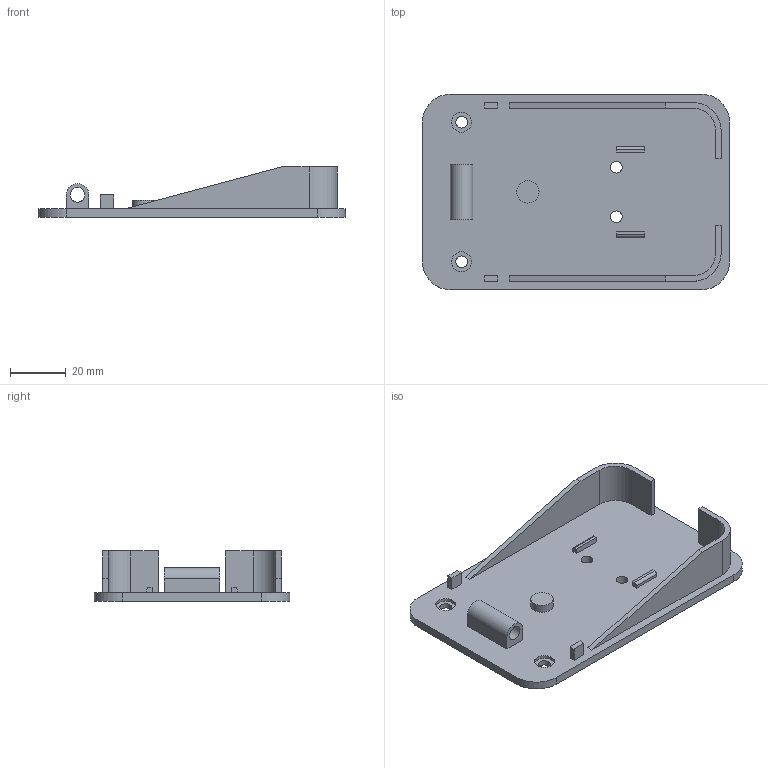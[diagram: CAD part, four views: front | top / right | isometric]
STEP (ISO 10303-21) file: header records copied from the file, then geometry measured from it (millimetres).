
FILE_DESCRIPTION(/* description */ ('','CAx-IF Rec.Pracs.---Representation and Presentation of Product Manufacturing Information (PMI)---4.0---2014-10-13'),/* implementation_level */ '2;1');
FILE_NAME(/* name */ '3.step',/* time_stamp */ '2025-02-11T17:57:50+08:00',/* author */ (''),/* organization */ (''),/* preprocessor_version */ 'ST-DEVELOPER v20',/* originating_system */ 'Autodesk Translation Framework v13.20.0.188',/* authorisation */ '');
FILE_SCHEMA (('AP242_MANAGED_MODEL_BASED_3D_ENGINEERING_MIM_LF { 1 0 10303 442 1 1 4 }'));
Length unit declared in the file: millimetre
Products named in the file (1): 底板
Bounding box: 110 x 70 x 18 mm (x, y, z)
Volume: 27448.3 mm3; surface area: 21192 mm2
Topology: 1 solids, 1 shells, 69 faces, 169 edges, 113 vertices
Faces by surface type: plane 48, cylinder 21
Full cylindrical faces by diameter (mm): 3.2 x1, 4.2 x4, 5.3 x1, 6 x1, 7.2 x2, 8 x1
Entity records: 2119 total; most frequent: CARTESIAN_POINT 386, DIRECTION 348, ORIENTED_EDGE 338, EDGE_CURVE 169, LINE 126, VECTOR 126, VERTEX_POINT 113, AXIS2_PLACEMENT_3D 111
